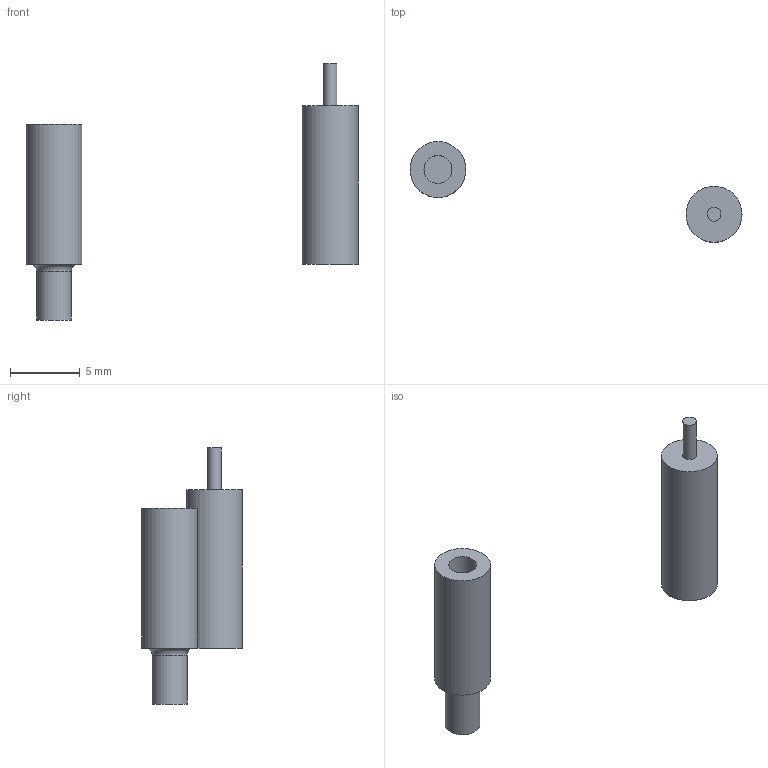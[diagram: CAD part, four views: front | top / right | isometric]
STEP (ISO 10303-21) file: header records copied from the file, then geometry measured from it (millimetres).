
FILE_DESCRIPTION(/* description */ ('STEP AP242','CAx-IF Rec.Pracs.---Representation and Presentation of Product Manufacturing Information (PMI)---4.0---2014-10-13','CAx-IF Rec.Pracs.---3D Tessellated Geometry---0.4---2014-09-14','2;1','CAx-IF Rec.Pracs.---User Defined Attributes---1.5---2016-08-15'),/* implementation_level */ '2;1');
FILE_NAME(/* name */ '691753ab356897e5d8fcc0d9',/* time_stamp */ '2025-11-14T16:07:08Z',/* author */ (''),/* organization */ (''),/* preprocessor_version */ 'ST-DEVELOPER v20',/* originating_system */ 'ONSHAPE BY PTC INC, 1.206',/* authorisation */ ' ');
FILE_SCHEMA (('AP242_MANAGED_MODEL_BASED_3D_ENGINEERING_MIM_LF { 1 0 10303 442 1 1 4 }'));
Length unit declared in the file: metre
Products named in the file (2): Part 2; Part 1
Bounding box: 23.72 x 7.2 x 18.3 mm (x, y, z)
Volume: 238.6 mm3; surface area: 448.2 mm2
Topology: 2 solids, 2 shells, 15 faces, 21 edges, 14 vertices
Faces by surface type: plane 8, cylinder 6, torus 1
Full cylindrical faces by diameter (mm): 0.99 x1, 2 x1, 2.499 x1, 2.5 x1, 4 x2
Entity records: 332 total; most frequent: DIRECTION 60, CARTESIAN_POINT 43, AXIS2_PLACEMENT_3D 30, ORIENTED_EDGE 26, EDGE_LOOP 26, FACE_BOUND 26, ADVANCED_FACE 15, EDGE_CURVE 13
